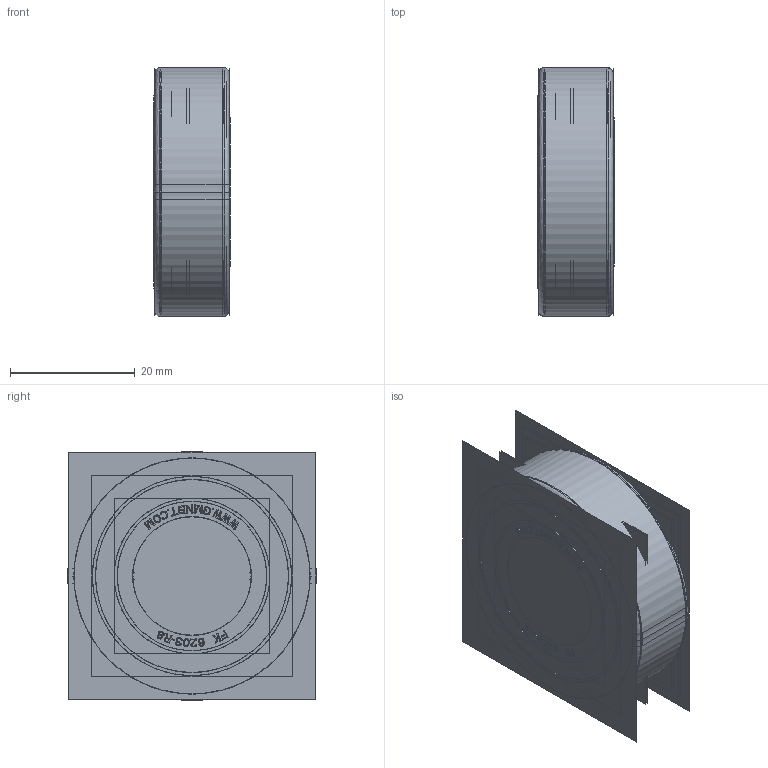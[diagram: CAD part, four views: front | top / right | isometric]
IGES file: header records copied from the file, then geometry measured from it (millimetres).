
Start section:  PTC IGES file: fk6203-rs.igs
Global section: file name: fk6203-rs.igs; native system: Creo Parametric by Parametric Technology Corporation; preprocessor: 2013150; author: sales 4; organization: Unknown; date: 20140325.121330; units: millimetre
Bounding box: 12.26 x 40 x 40 mm (x, y, z)
Volume: 10467.9 mm3; surface area: 92307.6 mm2
Topology: 34 solids, 34 shells, 3688 faces, 19210 edges, 23970 vertices
Faces by surface type: bspline 2332, revolution 1356
